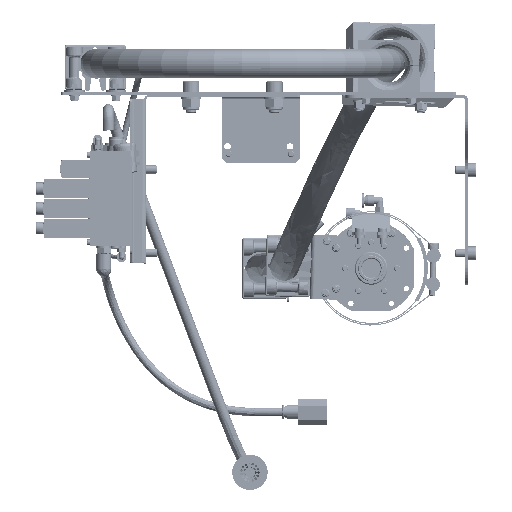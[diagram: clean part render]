
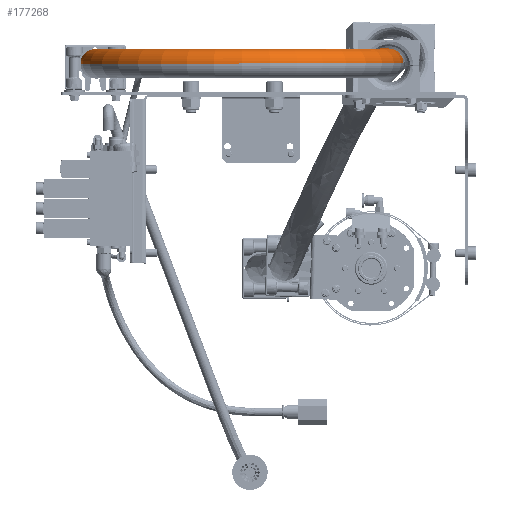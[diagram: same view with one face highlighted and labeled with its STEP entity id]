
A CAD part, left-side view. The second image highlights one B-rep face of the part: STEP entity #177268.
In plain terms, the highlighted toroidal (fillet/blend) face has major radius 141 mm and minor radius 14.15 mm.
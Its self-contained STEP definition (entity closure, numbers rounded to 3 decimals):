
#318 = DIRECTION ( 'NONE',  ( 0., -1., 0.004 ) ) ;
#4725 = DIRECTION ( 'NONE',  ( 1., 0., 0. ) ) ;
#5446 = CARTESIAN_POINT ( 'NONE',  ( -59., 265.178, 1961.571 ) ) ;
#11187 = EDGE_CURVE ( 'NONE', #174880, #179048, #129637, .T. ) ;
#12142 = AXIS2_PLACEMENT_3D ( 'NONE', #70218, #211663, #90499 ) ;
#14452 = VERTEX_POINT ( 'NONE', #37369 ) ;
#16423 = CIRCLE ( 'NONE', #164739, 14.15 ) ;
#18543 = CARTESIAN_POINT ( 'NONE',  ( -59., 251.028, 1961.598 ) ) ;
#25701 = DIRECTION ( 'NONE',  ( 0., 1., 0. ) ) ;
#36836 = AXIS2_PLACEMENT_3D ( 'NONE', #5446, #147029, #25701 ) ;
#37369 = CARTESIAN_POINT ( 'NONE',  ( -59., 265.178, 1975.721 ) ) ;
#48410 = CARTESIAN_POINT ( 'NONE',  ( -59., -2.672, 1962.093 ) ) ;
#61559 = EDGE_CURVE ( 'NONE', #262391, #186197, #92820, .T. ) ;
#65460 = ORIENTED_EDGE ( 'NONE', *, *, #199744, .T. ) ;
#66733 = DIRECTION ( 'NONE',  ( 0., 0.002, 1. ) ) ;
#70149 = EDGE_LOOP ( 'NONE', ( #117816, #65460, #102273, #72565, #225216, #154844 ) ) ;
#70218 = CARTESIAN_POINT ( 'NONE',  ( -59., 124.178, 1961.846 ) ) ;
#72565 = ORIENTED_EDGE ( 'NONE', *, *, #247039, .T. ) ;
#73677 = AXIS2_PLACEMENT_3D ( 'NONE', #240439, #119385, #260728 ) ;
#83088 = CARTESIAN_POINT ( 'NONE',  ( -59., 279.328, 1961.543 ) ) ;
#89057 = CIRCLE ( 'NONE', #36836, 14.15 ) ;
#90499 = DIRECTION ( 'NONE',  ( 0., -1., 0.002 ) ) ;
#92820 = CIRCLE ( 'NONE', #238514, 14.15 ) ;
#96504 = AXIS2_PLACEMENT_3D ( 'NONE', #109970, #170150, #130304 ) ;
#100390 = CIRCLE ( 'NONE', #108782, 155.15 ) ;
#100414 = FACE_OUTER_BOUND ( 'NONE', #70149, .T. ) ;
#100708 = CARTESIAN_POINT ( 'NONE',  ( -59., -16.822, 1976.271 ) ) ;
#102273 = ORIENTED_EDGE ( 'NONE', *, *, #61559, .T. ) ;
#108067 = EDGE_CURVE ( 'NONE', #219480, #14452, #16423, .T. ) ;
#108782 = AXIS2_PLACEMENT_3D ( 'NONE', #187862, #66733, #208156 ) ;
#109970 = CARTESIAN_POINT ( 'NONE',  ( -59., 124.178, 1961.846 ) ) ;
#117816 = ORIENTED_EDGE ( 'NONE', *, *, #108067, .F. ) ;
#119385 = DIRECTION ( 'NONE',  ( -1., 0., 0. ) ) ;
#121615 = DIRECTION ( 'NONE',  ( -1., 0., 0. ) ) ;
#125950 = CARTESIAN_POINT ( 'NONE',  ( -59., 265.178, 1961.571 ) ) ;
#129637 = CIRCLE ( 'NONE', #12142, 126.85 ) ;
#130304 = DIRECTION ( 'NONE',  ( 0., -1., 0.002 ) ) ;
#146305 = DIRECTION ( 'NONE',  ( 0., 1., 0. ) ) ;
#147029 = DIRECTION ( 'NONE',  ( 1., 0., 0. ) ) ;
#149181 = EDGE_CURVE ( 'NONE', #14452, #174880, #89057, .T. ) ;
#154233 = TOROIDAL_SURFACE ( 'NONE', #96504, 141., 14.15 ) ;
#154844 = ORIENTED_EDGE ( 'NONE', *, *, #149181, .F. ) ;
#161242 = CARTESIAN_POINT ( 'NONE',  ( -59., -30.972, 1962.148 ) ) ;
#164739 = AXIS2_PLACEMENT_3D ( 'NONE', #125950, #4725, #146305 ) ;
#170150 = DIRECTION ( 'NONE',  ( 0., 0.002, 1. ) ) ;
#174880 = VERTEX_POINT ( 'NONE', #18543 ) ;
#177268 = ADVANCED_FACE ( 'NONE', ( #100414 ), #154233, .T. ) ;
#179048 = VERTEX_POINT ( 'NONE', #48410 ) ;
#186197 = VERTEX_POINT ( 'NONE', #100708 ) ;
#187862 = CARTESIAN_POINT ( 'NONE',  ( -59., 124.178, 1961.846 ) ) ;
#199744 = EDGE_CURVE ( 'NONE', #219480, #262391, #100390, .T. ) ;
#208156 = DIRECTION ( 'NONE',  ( 0., -1., 0.002 ) ) ;
#211663 = DIRECTION ( 'NONE',  ( 0., 0.002, 1. ) ) ;
#219480 = VERTEX_POINT ( 'NONE', #83088 ) ;
#225216 = ORIENTED_EDGE ( 'NONE', *, *, #11187, .F. ) ;
#238514 = AXIS2_PLACEMENT_3D ( 'NONE', #242671, #121615, #318 ) ;
#240439 = CARTESIAN_POINT ( 'NONE',  ( -59., -16.822, 1962.121 ) ) ;
#242549 = CIRCLE ( 'NONE', #73677, 14.15 ) ;
#242671 = CARTESIAN_POINT ( 'NONE',  ( -59., -16.822, 1962.121 ) ) ;
#247039 = EDGE_CURVE ( 'NONE', #186197, #179048, #242549, .T. ) ;
#260728 = DIRECTION ( 'NONE',  ( 0., -1., 0.004 ) ) ;
#262391 = VERTEX_POINT ( 'NONE', #161242 ) ;
